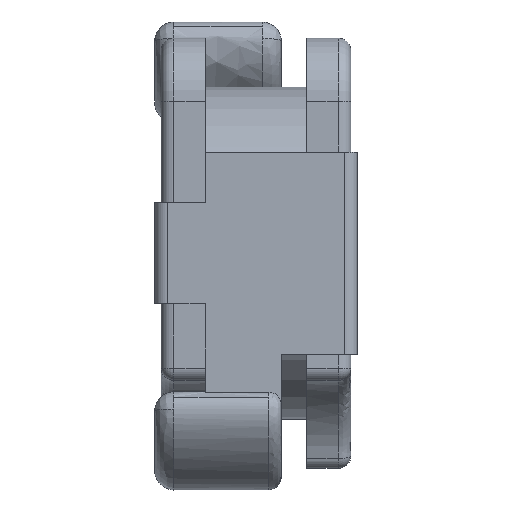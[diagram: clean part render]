
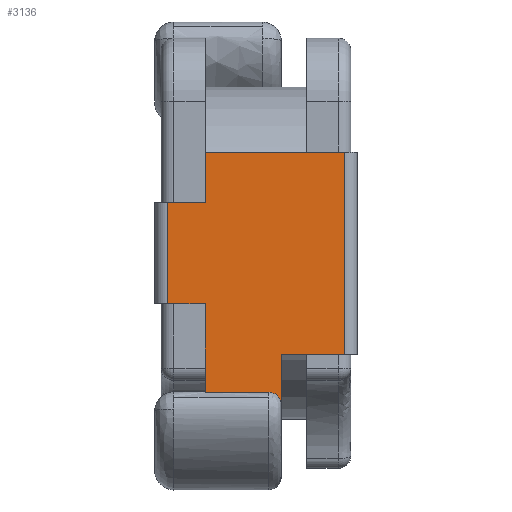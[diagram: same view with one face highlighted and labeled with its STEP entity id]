
A CAD part, left-side view. The second image highlights one B-rep face of the part: STEP entity #3136.
In plain terms, the highlighted planar face has unit normal (-1, 0, 0).
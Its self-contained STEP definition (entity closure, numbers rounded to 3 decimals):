
#115 = VERTEX_POINT ( 'NONE', #6737 ) ;
#373 = CARTESIAN_POINT ( 'NONE',  ( -3.45, 1.2, -2.401 ) ) ;
#417 = CARTESIAN_POINT ( 'NONE',  ( -3.45, 1.2, -500000. ) ) ;
#470 = LINE ( 'NONE', #2803, #2189 ) ;
#492 = CARTESIAN_POINT ( 'NONE',  ( -3.45, 0.2, -1.6 ) ) ;
#505 = ORIENTED_EDGE ( 'NONE', *, *, #6621, .T. ) ;
#565 = ORIENTED_EDGE ( 'NONE', *, *, #2248, .T. ) ;
#783 = DIRECTION ( 'NONE',  ( 0., -1., 0. ) ) ;
#789 = EDGE_CURVE ( 'NONE', #3549, #2178, #7529, .T. ) ;
#822 = ORIENTED_EDGE ( 'NONE', *, *, #5770, .F. ) ;
#839 = CARTESIAN_POINT ( 'NONE',  ( -3.45, 2.4, 1.6 ) ) ;
#942 = CARTESIAN_POINT ( 'NONE',  ( -3.45, 0., 1.6 ) ) ;
#1011 = DIRECTION ( 'NONE',  ( 0., 0., 1. ) ) ;
#1371 = CARTESIAN_POINT ( 'NONE',  ( -3.45, 1.294, -2.217 ) ) ;
#1375 = VECTOR ( 'NONE', #4608, 1000. ) ;
#1429 = ORIENTED_EDGE ( 'NONE', *, *, #1773, .F. ) ;
#1438 = ORIENTED_EDGE ( 'NONE', *, *, #789, .F. ) ;
#1506 = DIRECTION ( 'NONE',  ( 0., 0., 1. ) ) ;
#1527 = ORIENTED_EDGE ( 'NONE', *, *, #2626, .T. ) ;
#1531 = DIRECTION ( 'NONE',  ( 0., 1., 0. ) ) ;
#1574 = LINE ( 'NONE', #4637, #5415 ) ;
#1607 = B_SPLINE_CURVE_WITH_KNOTS ( 'NONE', 3,
 ( #1963, #6795, #1371, #3770, #3192, #373 ),
 .UNSPECIFIED., .F., .F.,
 ( 4, 2, 4 ),
 ( 0., 0., 0. ),
 .UNSPECIFIED. ) ;
#1773 = EDGE_CURVE ( 'NONE', #7117, #6290, #6338, .T. ) ;
#1800 = CARTESIAN_POINT ( 'NONE',  ( -3.45, 0.2, 1.6 ) ) ;
#1866 = VERTEX_POINT ( 'NONE', #492 ) ;
#1963 = CARTESIAN_POINT ( 'NONE',  ( -3.45, 1.4, -2.195 ) ) ;
#1998 = DIRECTION ( 'NONE',  ( 0., 0., -1. ) ) ;
#2143 = CARTESIAN_POINT ( 'NONE',  ( -3.45, 2.4, 0.8 ) ) ;
#2149 = VECTOR ( 'NONE', #7446, 1000. ) ;
#2159 = CARTESIAN_POINT ( 'NONE',  ( -3.45, 1.2, -1.6 ) ) ;
#2178 = VERTEX_POINT ( 'NONE', #3797 ) ;
#2189 = VECTOR ( 'NONE', #7064, 1000. ) ;
#2226 = LINE ( 'NONE', #417, #1375 ) ;
#2248 = EDGE_CURVE ( 'NONE', #4037, #3752, #2226, .T. ) ;
#2346 = EDGE_CURVE ( 'NONE', #1866, #3752, #7078, .T. ) ;
#2406 = VECTOR ( 'NONE', #3927, 1000. ) ;
#2574 = VECTOR ( 'NONE', #1998, 1000. ) ;
#2626 = EDGE_CURVE ( 'NONE', #115, #4037, #1607, .T. ) ;
#2633 = EDGE_CURVE ( 'NONE', #5236, #4815, #1574, .T. ) ;
#2728 = ORIENTED_EDGE ( 'NONE', *, *, #4929, .T. ) ;
#2803 = CARTESIAN_POINT ( 'NONE',  ( -3.45, 1.2, -2.195 ) ) ;
#2938 = ORIENTED_EDGE ( 'NONE', *, *, #2346, .F. ) ;
#3136 = ADVANCED_FACE ( 'NONE', ( #4863 ), #6738, .T. ) ;
#3150 = VECTOR ( 'NONE', #1506, 1000. ) ;
#3192 = CARTESIAN_POINT ( 'NONE',  ( -3.45, 1.2, -2.347 ) ) ;
#3549 = VERTEX_POINT ( 'NONE', #6597 ) ;
#3678 = DIRECTION ( 'NONE',  ( -1., 0., 0. ) ) ;
#3752 = VERTEX_POINT ( 'NONE', #2159 ) ;
#3770 = CARTESIAN_POINT ( 'NONE',  ( -3.45, 1.22, -2.294 ) ) ;
#3797 = CARTESIAN_POINT ( 'NONE',  ( -3.45, 2.4, 0.8 ) ) ;
#3884 = CARTESIAN_POINT ( 'NONE',  ( -3.45, 2.4, 1.6 ) ) ;
#3899 = CARTESIAN_POINT ( 'NONE',  ( -3.45, 2.4, -1.6 ) ) ;
#3927 = DIRECTION ( 'NONE',  ( 0., 0., 1. ) ) ;
#4037 = VERTEX_POINT ( 'NONE', #5654 ) ;
#4165 = ORIENTED_EDGE ( 'NONE', *, *, #5760, .F. ) ;
#4266 = EDGE_CURVE ( 'NONE', #5236, #115, #470, .T. ) ;
#4399 = CARTESIAN_POINT ( 'NONE',  ( -3.45, 3., -0.8 ) ) ;
#4535 = DIRECTION ( 'NONE',  ( 0., 1., 0. ) ) ;
#4608 = DIRECTION ( 'NONE',  ( 0., 0., 1. ) ) ;
#4628 = CARTESIAN_POINT ( 'NONE',  ( -3.45, 2.4, -2.195 ) ) ;
#4637 = CARTESIAN_POINT ( 'NONE',  ( -3.45, 2.4, -0.8 ) ) ;
#4815 = VERTEX_POINT ( 'NONE', #6281 ) ;
#4863 = FACE_OUTER_BOUND ( 'NONE', #5035, .T. ) ;
#4910 = CARTESIAN_POINT ( 'NONE',  ( -3.45, 3.2, 0.8 ) ) ;
#4929 = EDGE_CURVE ( 'NONE', #3549, #5628, #6909, .T. ) ;
#5035 = EDGE_LOOP ( 'NONE', ( #2938, #505, #1429, #4165, #1438, #2728, #822, #5635, #7363, #1527, #565 ) ) ;
#5210 = CARTESIAN_POINT ( 'NONE',  ( -3.45, 3.2, -0.8 ) ) ;
#5236 = VERTEX_POINT ( 'NONE', #4628 ) ;
#5415 = VECTOR ( 'NONE', #1011, 1000. ) ;
#5426 = VECTOR ( 'NONE', #1531, 1000. ) ;
#5548 = VECTOR ( 'NONE', #4535, 1000. ) ;
#5560 = AXIS2_PLACEMENT_3D ( 'NONE', #4910, #3678, #7327 ) ;
#5614 = CARTESIAN_POINT ( 'NONE',  ( -3.45, 3., -0.8 ) ) ;
#5628 = VERTEX_POINT ( 'NONE', #4399 ) ;
#5635 = ORIENTED_EDGE ( 'NONE', *, *, #2633, .F. ) ;
#5646 = LINE ( 'NONE', #5210, #5426 ) ;
#5654 = CARTESIAN_POINT ( 'NONE',  ( -3.45, 1.2, -2.401 ) ) ;
#5760 = EDGE_CURVE ( 'NONE', #2178, #7117, #6283, .T. ) ;
#5770 = EDGE_CURVE ( 'NONE', #4815, #5628, #5646, .T. ) ;
#6281 = CARTESIAN_POINT ( 'NONE',  ( -3.45, 2.4, -0.8 ) ) ;
#6283 = LINE ( 'NONE', #3884, #2406 ) ;
#6290 = VERTEX_POINT ( 'NONE', #1800 ) ;
#6338 = LINE ( 'NONE', #942, #2149 ) ;
#6410 = CARTESIAN_POINT ( 'NONE',  ( -3.45, 0.2, 1.6 ) ) ;
#6597 = CARTESIAN_POINT ( 'NONE',  ( -3.45, 3., 0.8 ) ) ;
#6621 = EDGE_CURVE ( 'NONE', #1866, #6290, #6889, .T. ) ;
#6641 = VECTOR ( 'NONE', #783, 1000. ) ;
#6737 = CARTESIAN_POINT ( 'NONE',  ( -3.45, 1.4, -2.195 ) ) ;
#6738 = PLANE ( 'NONE',  #5560 ) ;
#6795 = CARTESIAN_POINT ( 'NONE',  ( -3.45, 1.346, -2.195 ) ) ;
#6889 = LINE ( 'NONE', #6410, #3150 ) ;
#6909 = LINE ( 'NONE', #5614, #2574 ) ;
#7064 = DIRECTION ( 'NONE',  ( 0., -1., 0. ) ) ;
#7078 = LINE ( 'NONE', #3899, #5548 ) ;
#7117 = VERTEX_POINT ( 'NONE', #839 ) ;
#7327 = DIRECTION ( 'NONE',  ( 0., 0., 1. ) ) ;
#7363 = ORIENTED_EDGE ( 'NONE', *, *, #4266, .T. ) ;
#7446 = DIRECTION ( 'NONE',  ( 0., -1., 0. ) ) ;
#7529 = LINE ( 'NONE', #2143, #6641 ) ;
